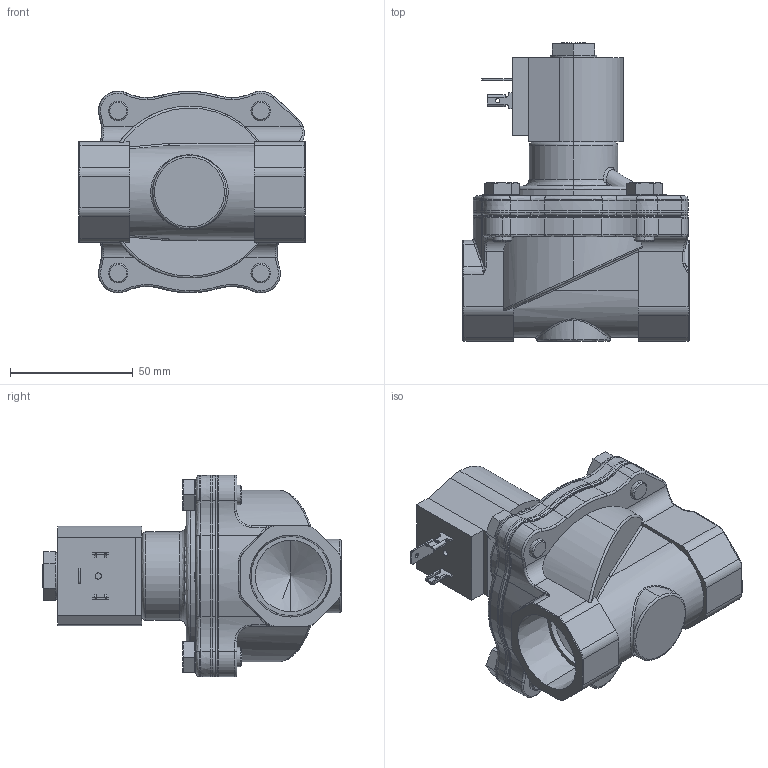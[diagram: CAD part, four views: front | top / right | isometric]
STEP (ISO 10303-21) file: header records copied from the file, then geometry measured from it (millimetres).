
FILE_DESCRIPTION (( 'STEP AP203' ), '1' );
FILE_NAME ('S211YH02V5FG9.step', '2025-12-15T20:46:09', ( '' ), ( '' ), 'SwSTEP 2.0', 'SolidWorks 2024', '' );
FILE_SCHEMA (( 'CONFIG_CONTROL_DESIGN' ));
Length unit declared in the file: inch
Products named in the file (1): S211YH02V5FG9
Bounding box: 92 x 121.46 x 82.09 mm (x, y, z)
Volume: 314742.6 mm3; surface area: 43795 mm2
Topology: 1 solids, 1 shells, 691 faces, 1731 edges, 1079 vertices
Faces by surface type: bspline 241, plane 224, cylinder 180, cone 46
Entity records: 28872 total; most frequent: CARTESIAN_POINT 13465, ORIENTED_EDGE 3446, DIRECTION 2893, EDGE_CURVE 1723, VERTEX_POINT 1079, AXIS2_PLACEMENT_3D 1075, LINE 743, VECTOR 743
